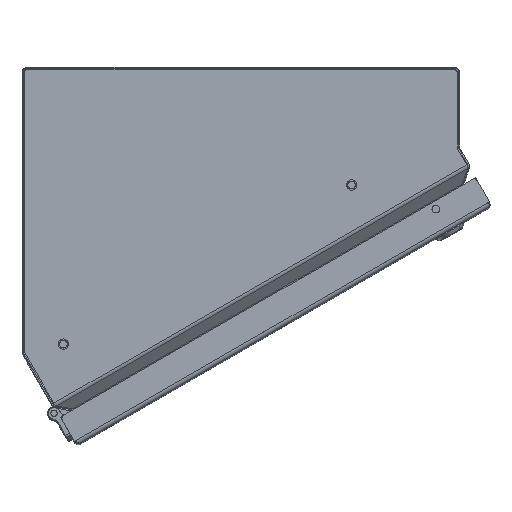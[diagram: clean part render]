
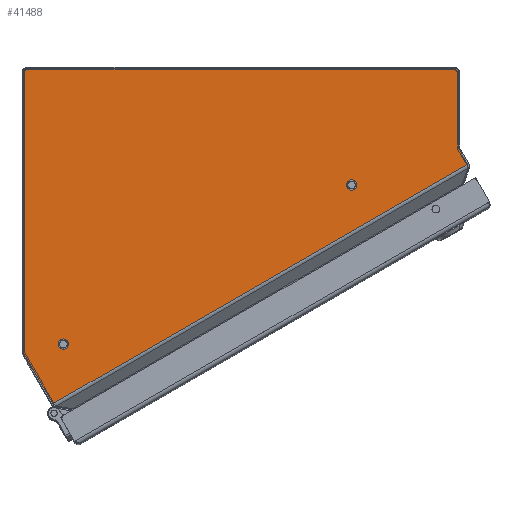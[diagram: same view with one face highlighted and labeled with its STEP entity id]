
A CAD part, top view. The second image highlights one B-rep face of the part: STEP entity #41488.
In plain terms, the highlighted planar face has unit normal (0, 0, 1).
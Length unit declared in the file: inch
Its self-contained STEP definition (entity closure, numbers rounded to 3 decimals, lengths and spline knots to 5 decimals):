
#46 = VERTEX_POINT ( 'NONE', #37069 ) ;
#760 = AXIS2_PLACEMENT_3D ( 'NONE', #37340, #8849, #49168 ) ;
#1274 = CIRCLE ( 'NONE', #64389, 0.06 ) ;
#1736 = DIRECTION ( 'NONE',  ( -0.866, -0.5, 0. ) ) ;
#2025 = ORIENTED_EDGE ( 'NONE', *, *, #35021, .T. ) ;
#2061 = EDGE_CURVE ( 'NONE', #46334, #34489, #56087, .T. ) ;
#2348 = LINE ( 'NONE', #42610, #2737 ) ;
#2737 = VECTOR ( 'NONE', #25469, 39.37008 ) ;
#3425 = VECTOR ( 'NONE', #3762, 39.37008 ) ;
#3435 = LINE ( 'NONE', #9116, #6005 ) ;
#3680 = DIRECTION ( 'NONE',  ( 0., 0., 1. ) ) ;
#3762 = DIRECTION ( 'NONE',  ( 0.5, -0.866, 0. ) ) ;
#3864 = ORIENTED_EDGE ( 'NONE', *, *, #45468, .F. ) ;
#3978 = CARTESIAN_POINT ( 'NONE',  ( -5.363, 1.97, 8. ) ) ;
#4076 = DIRECTION ( 'NONE',  ( 0., 1., 0. ) ) ;
#4436 = DIRECTION ( 'NONE',  ( 0., 0., 1. ) ) ;
#4756 = EDGE_CURVE ( 'NONE', #12539, #32634, #2348, .T. ) ;
#6005 = VECTOR ( 'NONE', #55163, 39.37008 ) ;
#6248 = VERTEX_POINT ( 'NONE', #20238 ) ;
#6655 = CARTESIAN_POINT ( 'NONE',  ( -5.41496, -5.11615, 8. ) ) ;
#6811 = DIRECTION ( 'NONE',  ( -0.5, 0.866, 0. ) ) ;
#7250 = VERTEX_POINT ( 'NONE', #69481 ) ;
#8678 = CARTESIAN_POINT ( 'NONE',  ( 5.423, 0.00803, 8. ) ) ;
#8849 = DIRECTION ( 'NONE',  ( 0., 0., 1. ) ) ;
#8918 = CARTESIAN_POINT ( 'NONE',  ( 5.43104, -0.02197, 8. ) ) ;
#9116 = CARTESIAN_POINT ( 'NONE',  ( -4.68221, -6.38532, 8. ) ) ;
#11521 = CIRCLE ( 'NONE', #37017, 0.06 ) ;
#12539 = VERTEX_POINT ( 'NONE', #8678 ) ;
#12600 = EDGE_CURVE ( 'NONE', #63839, #43056, #31074, .T. ) ;
#12975 = ORIENTED_EDGE ( 'NONE', *, *, #25834, .T. ) ;
#13042 = CARTESIAN_POINT ( 'NONE',  ( 5.423, 1.91, 8. ) ) ;
#13366 = AXIS2_PLACEMENT_3D ( 'NONE', #34502, #17388, #58903 ) ;
#13627 = CARTESIAN_POINT ( 'NONE',  ( -4.5177, -4.8974, 8. ) ) ;
#13664 = ORIENTED_EDGE ( 'NONE', *, *, #58329, .T. ) ;
#13868 = EDGE_CURVE ( 'NONE', #43056, #63839, #30321, .T. ) ;
#14049 = AXIS2_PLACEMENT_3D ( 'NONE', #69460, #16169, #45870 ) ;
#15561 = ORIENTED_EDGE ( 'NONE', *, *, #55695, .F. ) ;
#15835 = CARTESIAN_POINT ( 'NONE',  ( -5.423, -5.08615, 8. ) ) ;
#16169 = DIRECTION ( 'NONE',  ( 0., 0., 1. ) ) ;
#17388 = DIRECTION ( 'NONE',  ( 0., 0., 1. ) ) ;
#17420 = DIRECTION ( 'NONE',  ( -0.866, -0.5, 0. ) ) ;
#17946 = ORIENTED_EDGE ( 'NONE', *, *, #35571, .F. ) ;
#18178 = EDGE_CURVE ( 'NONE', #50200, #55773, #32579, .T. ) ;
#18261 = ORIENTED_EDGE ( 'NONE', *, *, #13868, .F. ) ;
#18552 = LINE ( 'NONE', #40625, #43935 ) ;
#19534 = CIRCLE ( 'NONE', #62079, 0.0965 ) ;
#20238 = CARTESIAN_POINT ( 'NONE',  ( -5.423, 1.91, 8. ) ) ;
#20621 = CARTESIAN_POINT ( 'NONE',  ( 5.65814, -0.41532, 8. ) ) ;
#21173 = CARTESIAN_POINT ( 'NONE',  ( 5.43104, -0.02197, 8. ) ) ;
#21238 = DIRECTION ( 'NONE',  ( 0.5, -0.866, 0. ) ) ;
#21554 = CARTESIAN_POINT ( 'NONE',  ( -4.3247, -4.8974, 8. ) ) ;
#21710 = DIRECTION ( 'NONE',  ( 0., 0., -1. ) ) ;
#23661 = FACE_BOUND ( 'NONE', #25439, .T. ) ;
#23882 = CARTESIAN_POINT ( 'NONE',  ( 5.65814, -0.41532, 8. ) ) ;
#24590 = VERTEX_POINT ( 'NONE', #13627 ) ;
#24829 = ORIENTED_EDGE ( 'NONE', *, *, #73280, .T. ) ;
#24838 = VECTOR ( 'NONE', #21238, 39.37008 ) ;
#25439 = EDGE_LOOP ( 'NONE', ( #26920, #2025 ) ) ;
#25460 = CARTESIAN_POINT ( 'NONE',  ( -4.4212, -4.8974, 8. ) ) ;
#25469 = DIRECTION ( 'NONE',  ( 0., 1., 0. ) ) ;
#25834 = EDGE_CURVE ( 'NONE', #50200, #12539, #1274, .T. ) ;
#25836 = DIRECTION ( 'NONE',  ( 0., 0., 1. ) ) ;
#26920 = ORIENTED_EDGE ( 'NONE', *, *, #61242, .T. ) ;
#27099 = DIRECTION ( 'NONE',  ( 1., 0., 0. ) ) ;
#28676 = EDGE_CURVE ( 'NONE', #55773, #57882, #73379, .T. ) ;
#30321 = CIRCLE ( 'NONE', #13366, 0.0965 ) ;
#31074 = CIRCLE ( 'NONE', #14049, 0.0965 ) ;
#31860 = CARTESIAN_POINT ( 'NONE',  ( 2.76299, -0.83564, 8. ) ) ;
#31866 = ORIENTED_EDGE ( 'NONE', *, *, #43561, .T. ) ;
#31937 = ORIENTED_EDGE ( 'NONE', *, *, #18178, .F. ) ;
#31950 = VERTEX_POINT ( 'NONE', #21554 ) ;
#32579 = LINE ( 'NONE', #21173, #3425 ) ;
#32634 = VERTEX_POINT ( 'NONE', #13042 ) ;
#32853 = CARTESIAN_POINT ( 'NONE',  ( -5.423, 1.91, 8. ) ) ;
#33602 = LINE ( 'NONE', #32853, #42898 ) ;
#34489 = VERTEX_POINT ( 'NONE', #53601 ) ;
#34502 = CARTESIAN_POINT ( 'NONE',  ( 2.76299, -0.93214, 8. ) ) ;
#35021 = EDGE_CURVE ( 'NONE', #24590, #31950, #19534, .T. ) ;
#35571 = EDGE_CURVE ( 'NONE', #7250, #68196, #18552, .T. ) ;
#36660 = DIRECTION ( 'NONE',  ( 0., 0., -1. ) ) ;
#37017 = AXIS2_PLACEMENT_3D ( 'NONE', #60514, #25836, #55180 ) ;
#37069 = CARTESIAN_POINT ( 'NONE',  ( -4.68221, -6.38532, 8. ) ) ;
#37340 = CARTESIAN_POINT ( 'NONE',  ( -0.00001, 0., 8. ) ) ;
#37375 = CARTESIAN_POINT ( 'NONE',  ( -4.4212, -4.8974, 8. ) ) ;
#39250 = EDGE_CURVE ( 'NONE', #6248, #73636, #33602, .T. ) ;
#39642 = CIRCLE ( 'NONE', #45738, 0.06 ) ;
#40625 = CARTESIAN_POINT ( 'NONE',  ( -5.41095, -5.1231, 8. ) ) ;
#41488 = ADVANCED_FACE ( 'NONE', ( #70102, #23661, #52613 ), #70857, .T. ) ;
#42610 = CARTESIAN_POINT ( 'NONE',  ( 5.423, 0.00803, 8. ) ) ;
#42898 = VECTOR ( 'NONE', #51514, 39.37008 ) ;
#43056 = VERTEX_POINT ( 'NONE', #31860 ) ;
#43466 = EDGE_LOOP ( 'NONE', ( #43816, #18261 ) ) ;
#43561 = EDGE_CURVE ( 'NONE', #32634, #34489, #61576, .T. ) ;
#43597 = CARTESIAN_POINT ( 'NONE',  ( 5.363, 1.91, 8. ) ) ;
#43816 = ORIENTED_EDGE ( 'NONE', *, *, #12600, .F. ) ;
#43840 = ORIENTED_EDGE ( 'NONE', *, *, #4756, .T. ) ;
#43935 = VECTOR ( 'NONE', #6811, 39.37008 ) ;
#44118 = CARTESIAN_POINT ( 'NONE',  ( 5.43505, -0.02892, 8. ) ) ;
#45468 = EDGE_CURVE ( 'NONE', #46, #7250, #3435, .T. ) ;
#45478 = CARTESIAN_POINT ( 'NONE',  ( -5.363, 1.91, 8. ) ) ;
#45738 = AXIS2_PLACEMENT_3D ( 'NONE', #45478, #4436, #4076 ) ;
#45848 = CIRCLE ( 'NONE', #65301, 0.0965 ) ;
#45870 = DIRECTION ( 'NONE',  ( 0., -1., 0. ) ) ;
#46334 = VERTEX_POINT ( 'NONE', #48969 ) ;
#48148 = ORIENTED_EDGE ( 'NONE', *, *, #39250, .T. ) ;
#48728 = DIRECTION ( 'NONE',  ( 0., 0., -1. ) ) ;
#48969 = CARTESIAN_POINT ( 'NONE',  ( -5.363, 1.97, 8. ) ) ;
#49168 = DIRECTION ( 'NONE',  ( 1., 0., 0. ) ) ;
#50200 = VERTEX_POINT ( 'NONE', #8918 ) ;
#51514 = DIRECTION ( 'NONE',  ( 0., -1., 0. ) ) ;
#52613 = FACE_OUTER_BOUND ( 'NONE', #67843, .T. ) ;
#52895 = VECTOR ( 'NONE', #17420, 39.37008 ) ;
#53601 = CARTESIAN_POINT ( 'NONE',  ( 5.363, 1.97, 8. ) ) ;
#53824 = CARTESIAN_POINT ( 'NONE',  ( 5.483, 0.00803, 8. ) ) ;
#55163 = DIRECTION ( 'NONE',  ( -0.5, 0.866, 0. ) ) ;
#55180 = DIRECTION ( 'NONE',  ( -1., 0., 0. ) ) ;
#55695 = EDGE_CURVE ( 'NONE', #57882, #46, #74116, .T. ) ;
#55773 = VERTEX_POINT ( 'NONE', #64997 ) ;
#56037 = DIRECTION ( 'NONE',  ( -1., 0., 0. ) ) ;
#56087 = LINE ( 'NONE', #3978, #75091 ) ;
#57882 = VERTEX_POINT ( 'NONE', #20621 ) ;
#58329 = EDGE_CURVE ( 'NONE', #46334, #6248, #39642, .T. ) ;
#58903 = DIRECTION ( 'NONE',  ( 0., 1., 0. ) ) ;
#60514 = CARTESIAN_POINT ( 'NONE',  ( -5.363, -5.08615, 8. ) ) ;
#61242 = EDGE_CURVE ( 'NONE', #31950, #24590, #45848, .T. ) ;
#61576 = CIRCLE ( 'NONE', #66595, 0.06 ) ;
#62079 = AXIS2_PLACEMENT_3D ( 'NONE', #37375, #21710, #56037 ) ;
#63139 = CARTESIAN_POINT ( 'NONE',  ( 2.76299, -1.02864, 8. ) ) ;
#63839 = VERTEX_POINT ( 'NONE', #63139 ) ;
#64389 = AXIS2_PLACEMENT_3D ( 'NONE', #53824, #36660, #1736 ) ;
#64997 = CARTESIAN_POINT ( 'NONE',  ( 5.43505, -0.02892, 8. ) ) ;
#65301 = AXIS2_PLACEMENT_3D ( 'NONE', #25460, #48728, #71146 ) ;
#66595 = AXIS2_PLACEMENT_3D ( 'NONE', #43597, #3680, #67193 ) ;
#67193 = DIRECTION ( 'NONE',  ( 1., 0., 0. ) ) ;
#67843 = EDGE_LOOP ( 'NONE', ( #72001, #13664, #48148, #24829, #17946, #3864, #15561, #68287, #31937, #12975, #43840, #31866 ) ) ;
#68196 = VERTEX_POINT ( 'NONE', #6655 ) ;
#68287 = ORIENTED_EDGE ( 'NONE', *, *, #28676, .F. ) ;
#69460 = CARTESIAN_POINT ( 'NONE',  ( 2.76299, -0.93214, 8. ) ) ;
#69481 = CARTESIAN_POINT ( 'NONE',  ( -5.41095, -5.1231, 8. ) ) ;
#70102 = FACE_BOUND ( 'NONE', #43466, .T. ) ;
#70857 = PLANE ( 'NONE',  #760 ) ;
#71146 = DIRECTION ( 'NONE',  ( 1., 0., 0. ) ) ;
#72001 = ORIENTED_EDGE ( 'NONE', *, *, #2061, .F. ) ;
#73280 = EDGE_CURVE ( 'NONE', #73636, #68196, #11521, .T. ) ;
#73379 = LINE ( 'NONE', #44118, #24838 ) ;
#73636 = VERTEX_POINT ( 'NONE', #15835 ) ;
#74116 = LINE ( 'NONE', #23882, #52895 ) ;
#75091 = VECTOR ( 'NONE', #27099, 39.37008 ) ;
